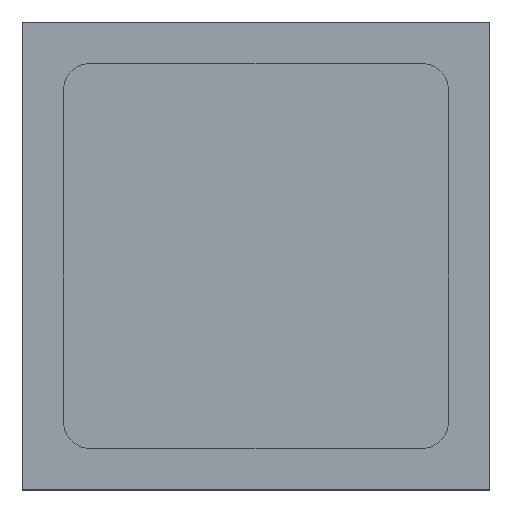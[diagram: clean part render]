
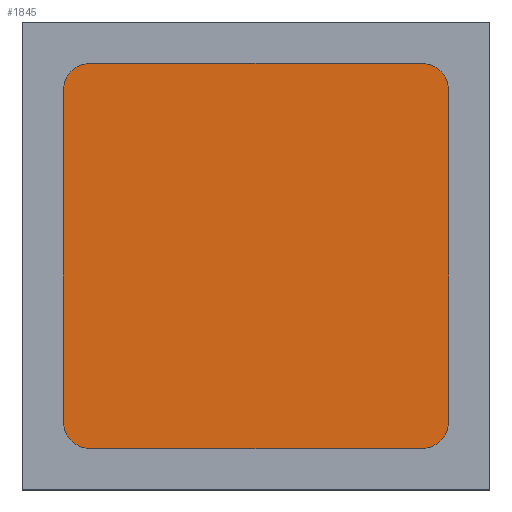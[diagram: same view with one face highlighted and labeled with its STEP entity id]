
A CAD part, top view. The second image highlights one B-rep face of the part: STEP entity #1845.
In plain terms, the highlighted face is planar.
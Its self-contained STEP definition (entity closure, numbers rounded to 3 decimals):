
#1602=CARTESIAN_POINT('',(6.,0.25,6.));
#1603=DIRECTION('',(0.,1.,0.));
#1604=DIRECTION('',(0.,0.,1.));
#1605=AXIS2_PLACEMENT_3D('',#1602,#1603,#1604);
#1610=DIRECTION('',(1.,0.,0.));
#1611=VECTOR('',#1610,12.);
#1612=CARTESIAN_POINT('',(-6.,0.25,7.));
#1613=LINE('',#1612,#1611);
#1617=CARTESIAN_POINT('',(-6.,0.25,6.));
#1618=DIRECTION('',(0.,1.,0.));
#1619=DIRECTION('',(-1.,0.,0.));
#1620=AXIS2_PLACEMENT_3D('',#1617,#1618,#1619);
#1625=DIRECTION('',(0.,0.,1.));
#1626=VECTOR('',#1625,12.);
#1627=CARTESIAN_POINT('',(-7.,0.25,-6.));
#1628=LINE('',#1627,#1626);
#1632=CARTESIAN_POINT('',(-6.,0.25,-6.));
#1633=DIRECTION('',(0.,1.,0.));
#1634=DIRECTION('',(0.,0.,-1.));
#1635=AXIS2_PLACEMENT_3D('',#1632,#1633,#1634);
#1640=DIRECTION('',(-1.,0.,0.));
#1641=VECTOR('',#1640,12.);
#1642=CARTESIAN_POINT('',(6.,0.25,-7.));
#1643=LINE('',#1642,#1641);
#1647=CARTESIAN_POINT('',(6.,0.25,-6.));
#1648=DIRECTION('',(0.,1.,0.));
#1649=DIRECTION('',(1.,0.,0.));
#1650=AXIS2_PLACEMENT_3D('',#1647,#1648,#1649);
#1655=DIRECTION('',(0.,0.,-1.));
#1656=VECTOR('',#1655,12.);
#1657=CARTESIAN_POINT('',(7.,0.25,6.));
#1658=LINE('',#1657,#1656);
#1666=CARTESIAN_POINT('',(6.,0.25,7.));
#1667=VERTEX_POINT('',#1666);
#1668=CARTESIAN_POINT('',(7.,0.25,6.));
#1669=VERTEX_POINT('',#1668);
#1674=CARTESIAN_POINT('',(-7.,0.25,6.));
#1675=VERTEX_POINT('',#1674);
#1676=CARTESIAN_POINT('',(-6.,0.25,7.));
#1677=VERTEX_POINT('',#1676);
#1682=CARTESIAN_POINT('',(7.,0.25,-6.));
#1683=VERTEX_POINT('',#1682);
#1684=CARTESIAN_POINT('',(6.,0.25,-7.));
#1685=VERTEX_POINT('',#1684);
#1690=CARTESIAN_POINT('',(-7.,0.25,-6.));
#1691=VERTEX_POINT('',#1690);
#1692=CARTESIAN_POINT('',(-6.,0.25,-7.));
#1693=VERTEX_POINT('',#1692);
#1830=CARTESIAN_POINT('',(0.,0.25,0.));
#1831=DIRECTION('',(0.,1.,0.));
#1832=DIRECTION('',(1.,0.,0.));
#1833=AXIS2_PLACEMENT_3D('',#1830,#1831,#1832);
#1834=PLANE('',#1833);
#1835=ORIENTED_EDGE('',*,*,#1726,.F.);
#1836=ORIENTED_EDGE('',*,*,#1742,.F.);
#1837=ORIENTED_EDGE('',*,*,#1755,.F.);
#1838=ORIENTED_EDGE('',*,*,#1770,.F.);
#1839=ORIENTED_EDGE('',*,*,#1783,.F.);
#1840=ORIENTED_EDGE('',*,*,#1796,.F.);
#1841=ORIENTED_EDGE('',*,*,#1811,.F.);
#1842=ORIENTED_EDGE('',*,*,#1823,.F.);
#1843=EDGE_LOOP('',(#1835,#1836,#1837,#1838,#1839,#1840,#1841,#1842));
#1844=FACE_OUTER_BOUND('',#1843,.F.);
#1606=CIRCLE('',#1605,1.);
#1621=CIRCLE('',#1620,1.);
#1636=CIRCLE('',#1635,1.);
#1651=CIRCLE('',#1650,1.);
#1726=EDGE_CURVE('',#1667,#1669,#1606,.T.);
#1742=EDGE_CURVE('',#1677,#1667,#1613,.T.);
#1755=EDGE_CURVE('',#1675,#1677,#1621,.T.);
#1770=EDGE_CURVE('',#1691,#1675,#1628,.T.);
#1783=EDGE_CURVE('',#1693,#1691,#1636,.T.);
#1796=EDGE_CURVE('',#1685,#1693,#1643,.T.);
#1811=EDGE_CURVE('',#1683,#1685,#1651,.T.);
#1823=EDGE_CURVE('',#1669,#1683,#1658,.T.);
#1845=ADVANCED_FACE('',(#1844),#1834,.T.);
